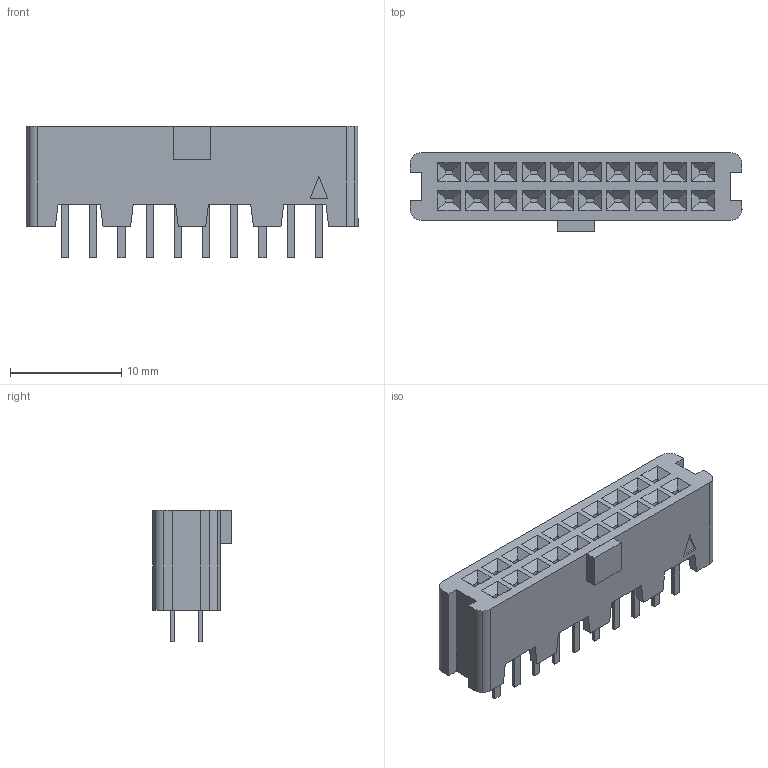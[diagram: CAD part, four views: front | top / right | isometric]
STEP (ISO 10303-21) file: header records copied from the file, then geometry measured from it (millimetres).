
FILE_DESCRIPTION((''),'2;1');
FILE_NAME('3M_9120-4500PL.stp','2009-02-09T15:12:33',(''),(''),'Mechanical Desktop 2006','Mechanical Desktop 2006',', , ');
FILE_SCHEMA(('AUTOMOTIVE_DESIGN { 1 2 10303 214 0 1 1 1 }'));
Length unit declared in the file: millimetre
Products named in the file (1): 3M_9120-4500PL_3D
Bounding box: 29.9 x 7.1 x 11.8 mm (x, y, z)
Volume: 1299 mm3; surface area: 1378.4 mm2
Topology: 22 solids, 22 shells, 368 faces, 829 edges, 526 vertices
Faces by surface type: plane 360, cylinder 8
Entity records: 9980 total; most frequent: CARTESIAN_POINT 1724, ORIENTED_EDGE 1658, DIRECTION 1583, EDGE_CURVE 829, VECTOR 813, LINE 813, VERTEX_POINT 526, EDGE_LOOP 389
